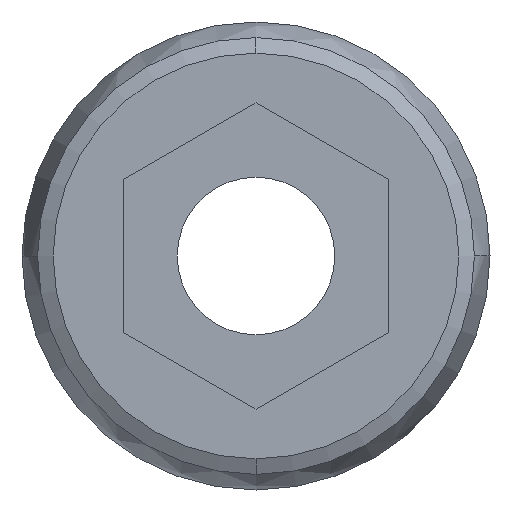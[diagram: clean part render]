
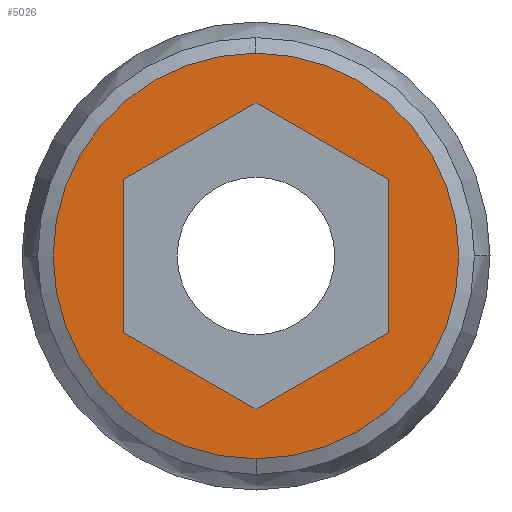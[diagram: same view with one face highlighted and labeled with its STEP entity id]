
A CAD part, left-side view. The second image highlights one B-rep face of the part: STEP entity #5026.
In plain terms, the highlighted planar face has unit normal (-1, 0, 0).
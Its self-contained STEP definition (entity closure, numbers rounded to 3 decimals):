
#10 = LINE ( 'NONE', #3944, #1094 ) ;
#151 = EDGE_CURVE ( 'NONE', #609, #2430, #1508, .T. ) ;
#152 = DIRECTION ( 'NONE',  ( 0., 0., 1. ) ) ;
#165 = VECTOR ( 'NONE', #152, 1000. ) ;
#243 = CARTESIAN_POINT ( 'NONE',  ( 0., 8.5, -4.907 ) ) ;
#286 = VERTEX_POINT ( 'NONE', #1830 ) ;
#341 = AXIS2_PLACEMENT_3D ( 'NONE', #5291, #4074, #4019 ) ;
#426 = VERTEX_POINT ( 'NONE', #243 ) ;
#515 = CARTESIAN_POINT ( 'NONE',  ( 0., -8.5, -4.907 ) ) ;
#609 = VERTEX_POINT ( 'NONE', #2157 ) ;
#667 = VERTEX_POINT ( 'NONE', #3711 ) ;
#674 = DIRECTION ( 'NONE',  ( 1., 0., 0. ) ) ;
#735 = VECTOR ( 'NONE', #4495, 1000. ) ;
#852 = ORIENTED_EDGE ( 'NONE', *, *, #151, .F. ) ;
#918 = LINE ( 'NONE', #3441, #2527 ) ;
#1014 = CARTESIAN_POINT ( 'NONE',  ( 0., 0., 0. ) ) ;
#1094 = VECTOR ( 'NONE', #1288, 1000. ) ;
#1288 = DIRECTION ( 'NONE',  ( 0., -0.866, -0.5 ) ) ;
#1343 = DIRECTION ( 'NONE',  ( 0., 0.866, -0.5 ) ) ;
#1356 = EDGE_CURVE ( 'NONE', #3456, #5159, #4613, .T. ) ;
#1407 = FACE_BOUND ( 'NONE', #2991, .T. ) ;
#1508 = LINE ( 'NONE', #4523, #735 ) ;
#1594 = DIRECTION ( 'NONE',  ( 1., 0., 0. ) ) ;
#1723 = VERTEX_POINT ( 'NONE', #2027 ) ;
#1737 = ORIENTED_EDGE ( 'NONE', *, *, #3362, .F. ) ;
#1804 = VECTOR ( 'NONE', #2129, 1000. ) ;
#1822 = LINE ( 'NONE', #515, #165 ) ;
#1830 = CARTESIAN_POINT ( 'NONE',  ( 0., -8.5, 4.907 ) ) ;
#1946 = DIRECTION ( 'NONE',  ( 0., 0., -1. ) ) ;
#2027 = CARTESIAN_POINT ( 'NONE',  ( 0., 0., 9.815 ) ) ;
#2129 = DIRECTION ( 'NONE',  ( 0., 0., -1. ) ) ;
#2157 = CARTESIAN_POINT ( 'NONE',  ( 0., 0., -9.815 ) ) ;
#2212 = EDGE_CURVE ( 'NONE', #286, #1723, #4015, .T. ) ;
#2328 = FACE_OUTER_BOUND ( 'NONE', #3106, .T. ) ;
#2430 = VERTEX_POINT ( 'NONE', #4186 ) ;
#2458 = ORIENTED_EDGE ( 'NONE', *, *, #5515, .F. ) ;
#2486 = EDGE_CURVE ( 'NONE', #5159, #3456, #3437, .T. ) ;
#2511 = AXIS2_PLACEMENT_3D ( 'NONE', #1014, #674, #1946 ) ;
#2527 = VECTOR ( 'NONE', #1343, 1000. ) ;
#2553 = LINE ( 'NONE', #5569, #1804 ) ;
#2595 = EDGE_CURVE ( 'NONE', #667, #426, #2553, .T. ) ;
#2991 = EDGE_LOOP ( 'NONE', ( #4432, #2458, #852, #5039, #3370, #1737 ) ) ;
#3068 = ORIENTED_EDGE ( 'NONE', *, *, #1356, .F. ) ;
#3106 = EDGE_LOOP ( 'NONE', ( #3068, #5086 ) ) ;
#3173 = CARTESIAN_POINT ( 'NONE',  ( 0., -8.5, 4.907 ) ) ;
#3319 = DIRECTION ( 'NONE',  ( 0., 0., -1. ) ) ;
#3362 = EDGE_CURVE ( 'NONE', #1723, #667, #918, .T. ) ;
#3370 = ORIENTED_EDGE ( 'NONE', *, *, #2595, .F. ) ;
#3437 = CIRCLE ( 'NONE', #5067, 13. ) ;
#3441 = CARTESIAN_POINT ( 'NONE',  ( 0., 0., 9.815 ) ) ;
#3456 = VERTEX_POINT ( 'NONE', #4866 ) ;
#3711 = CARTESIAN_POINT ( 'NONE',  ( 0., 8.5, 4.907 ) ) ;
#3944 = CARTESIAN_POINT ( 'NONE',  ( 0., 8.5, -4.907 ) ) ;
#3990 = CARTESIAN_POINT ( 'NONE',  ( 0., 0., 13. ) ) ;
#4015 = LINE ( 'NONE', #3173, #4798 ) ;
#4019 = DIRECTION ( 'NONE',  ( 0., 0., 1. ) ) ;
#4074 = DIRECTION ( 'NONE',  ( -1., 0., 0. ) ) ;
#4186 = CARTESIAN_POINT ( 'NONE',  ( 0., -8.5, -4.907 ) ) ;
#4336 = EDGE_CURVE ( 'NONE', #426, #609, #10, .T. ) ;
#4432 = ORIENTED_EDGE ( 'NONE', *, *, #2212, .F. ) ;
#4475 = PLANE ( 'NONE',  #341 ) ;
#4495 = DIRECTION ( 'NONE',  ( 0., -0.866, 0.5 ) ) ;
#4523 = CARTESIAN_POINT ( 'NONE',  ( 0., 0., -9.815 ) ) ;
#4613 = CIRCLE ( 'NONE', #2511, 13. ) ;
#4641 = CARTESIAN_POINT ( 'NONE',  ( 0., 0., 0. ) ) ;
#4798 = VECTOR ( 'NONE', #5288, 1000. ) ;
#4866 = CARTESIAN_POINT ( 'NONE',  ( 0., 0., -13. ) ) ;
#5026 = ADVANCED_FACE ( 'NONE', ( #1407, #2328 ), #4475, .T. ) ;
#5039 = ORIENTED_EDGE ( 'NONE', *, *, #4336, .F. ) ;
#5067 = AXIS2_PLACEMENT_3D ( 'NONE', #4641, #1594, #3319 ) ;
#5086 = ORIENTED_EDGE ( 'NONE', *, *, #2486, .F. ) ;
#5159 = VERTEX_POINT ( 'NONE', #3990 ) ;
#5288 = DIRECTION ( 'NONE',  ( 0., 0.866, 0.5 ) ) ;
#5291 = CARTESIAN_POINT ( 'NONE',  ( 0., 13., 0. ) ) ;
#5515 = EDGE_CURVE ( 'NONE', #2430, #286, #1822, .T. ) ;
#5569 = CARTESIAN_POINT ( 'NONE',  ( 0., 8.5, 4.907 ) ) ;
